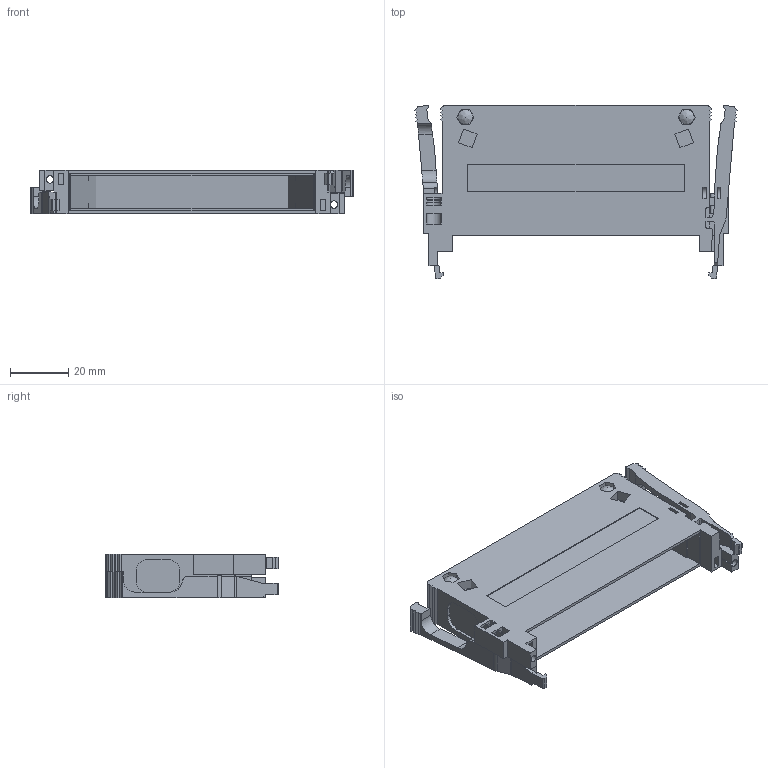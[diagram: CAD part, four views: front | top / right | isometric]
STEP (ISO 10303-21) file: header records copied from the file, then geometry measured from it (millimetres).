
FILE_DESCRIPTION(/* description */ (''),/* implementation_level */ '2;1');
FILE_NAME(/* name */ '100083528ugm000_b.stp',/* time_stamp */ '2017-03-21T13:09:54+01:00',/* author */ (''),/* organization */ (''),/* preprocessor_version */ 'ST-DEVELOPER v16',/* originating_system */ 'SIEMENS PLM Software NX 10.0',/* authorisation */ '');
FILE_SCHEMA (('AUTOMOTIVE_DESIGN { 1 0 10303 214 3 1 1 1 }'));
Length unit declared in the file: millimetre
Products named in the file (1): 100083528ugm000_b
Bounding box: 110.74 x 59.41 x 15 mm (x, y, z)
Volume: 29831 mm3; surface area: 23844.5 mm2
Topology: 1 solids, 1 shells, 397 faces, 1080 edges, 690 vertices
Faces by surface type: plane 323, cylinder 70, bspline 2, cone 2
Full cylindrical faces by diameter (mm): 2.55 x2, 5 x2
Entity records: 15072 total; most frequent: CARTESIAN_POINT 2216, ORIENTED_EDGE 2144, DIRECTION 2004, EDGE_CURVE 1072, LINE 920, VECTOR 920, VERTEX_POINT 690, AXIS2_PLACEMENT_3D 542
